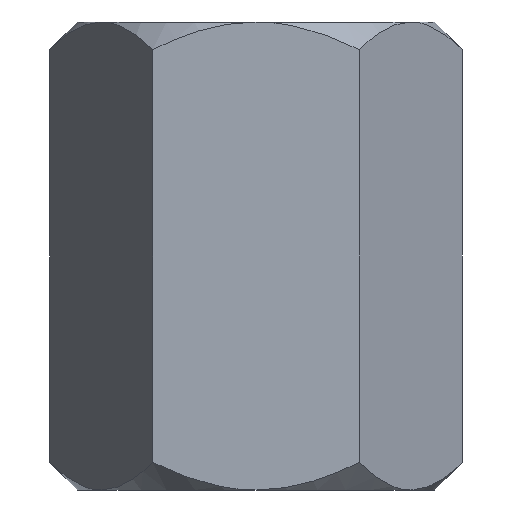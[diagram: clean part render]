
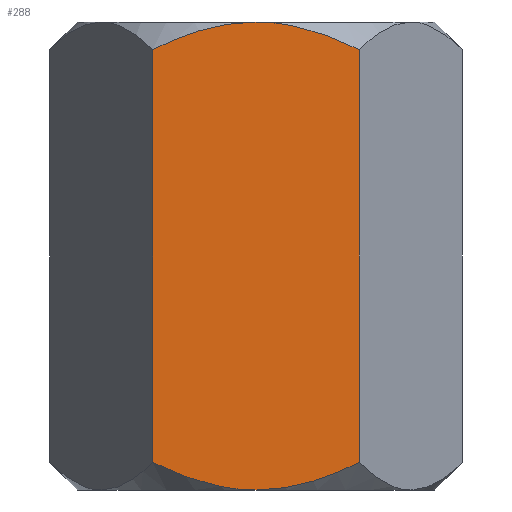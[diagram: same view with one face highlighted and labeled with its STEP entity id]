
A CAD part, left-side view. The second image highlights one B-rep face of the part: STEP entity #288.
In plain terms, the highlighted planar face has unit normal (-1, 0, 0).
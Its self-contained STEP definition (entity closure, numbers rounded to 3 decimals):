
#6 = CARTESIAN_POINT ( 'NONE',  ( -27.5, 13.399, -3.068 ) ) ;
#7 = CARTESIAN_POINT ( 'NONE',  ( -27.5, -9.504, -1.59 ) ) ;
#11 = VECTOR ( 'NONE', #104, 1000. ) ;
#20 = CARTESIAN_POINT ( 'NONE',  ( -27.5, 0., -72. ) ) ;
#40 = CARTESIAN_POINT ( 'NONE',  ( -27.5, -15.877, -67.746 ) ) ;
#61 = CARTESIAN_POINT ( 'NONE',  ( -27.5, -15.877, -67.746 ) ) ;
#65 = CARTESIAN_POINT ( 'NONE',  ( -27.5, 6.858, -0.814 ) ) ;
#67 = CARTESIAN_POINT ( 'NONE',  ( -27.5, 15.877, -4.254 ) ) ;
#70 = CARTESIAN_POINT ( 'NONE',  ( -27.5, 10.815, -69.956 ) ) ;
#74 = CARTESIAN_POINT ( 'NONE',  ( -27.5, 5.513, -0.515 ) ) ;
#75 = CARTESIAN_POINT ( 'NONE',  ( -27.5, -11.463, -2.288 ) ) ;
#84 = DIRECTION ( 'NONE',  ( 0., 0., 1. ) ) ;
#92 = CARTESIAN_POINT ( 'NONE',  ( -27.5, -6.858, -71.186 ) ) ;
#96 = EDGE_LOOP ( 'NONE', ( #351, #161, #415, #586, #734, #731 ) ) ;
#98 = VERTEX_POINT ( 'NONE', #816 ) ;
#99 = EDGE_CURVE ( 'NONE', #581, #98, #752, .T. ) ;
#104 = DIRECTION ( 'NONE',  ( 0., 0., 1. ) ) ;
#128 = CARTESIAN_POINT ( 'NONE',  ( -27.5, 0., -72. ) ) ;
#132 = CARTESIAN_POINT ( 'NONE',  ( -27.5, 14.65, -3.641 ) ) ;
#141 = CARTESIAN_POINT ( 'NONE',  ( -27.5, 14.642, -68.364 ) ) ;
#145 = CARTESIAN_POINT ( 'NONE',  ( -27.5, 0., 0. ) ) ;
#155 = CARTESIAN_POINT ( 'NONE',  ( -27.5, -9.51, -70.409 ) ) ;
#161 = ORIENTED_EDGE ( 'NONE', *, *, #777, .T. ) ;
#162 = CARTESIAN_POINT ( 'NONE',  ( -27.5, -15.877, -4.254 ) ) ;
#177 = CARTESIAN_POINT ( 'NONE',  ( -27.5, 15.877, -72. ) ) ;
#185 = CARTESIAN_POINT ( 'NONE',  ( -27.5, 3.466, -0.209 ) ) ;
#200 = DIRECTION ( 'NONE',  ( -1., 0., 0. ) ) ;
#204 = CARTESIAN_POINT ( 'NONE',  ( -27.5, 2.779, -0.131 ) ) ;
#220 = CARTESIAN_POINT ( 'NONE',  ( -27.5, -8.85, -70.618 ) ) ;
#253 = CARTESIAN_POINT ( 'NONE',  ( -27.5, 0., -72. ) ) ;
#254 = CARTESIAN_POINT ( 'NONE',  ( -27.5, -14.642, -3.636 ) ) ;
#256 = DIRECTION ( 'NONE',  ( 0., 0., 1. ) ) ;
#262 = PLANE ( 'NONE',  #285 ) ;
#269 = EDGE_CURVE ( 'NONE', #517, #411, #366, .T. ) ;
#275 = CARTESIAN_POINT ( 'NONE',  ( -27.5, -0.694, -72. ) ) ;
#285 = AXIS2_PLACEMENT_3D ( 'NONE', #634, #200, #256 ) ;
#288 = ADVANCED_FACE ( 'NONE', ( #464 ), #262, .T. ) ;
#305 = CARTESIAN_POINT ( 'NONE',  ( -27.5, 0., 0. ) ) ;
#307 = CARTESIAN_POINT ( 'NONE',  ( -27.5, 8.85, -1.382 ) ) ;
#322 = CARTESIAN_POINT ( 'NONE',  ( -27.5, 5.497, -71.573 ) ) ;
#351 = ORIENTED_EDGE ( 'NONE', *, *, #99, .F. ) ;
#366 = B_SPLINE_CURVE_WITH_KNOTS ( 'NONE', 3,
 ( #505, #254, #385, #75, #452, #7, #764, #769, #509, #701 ),
 .UNSPECIFIED., .F., .F.,
 ( 4, 2, 2, 2, 4 ),
 ( 0.061, 0.065, 0.067, 0.07, 0.078 ),
 .UNSPECIFIED. ) ;
#368 = CARTESIAN_POINT ( 'NONE',  ( -27.5, 13.386, -68.938 ) ) ;
#376 = VECTOR ( 'NONE', #84, 1000. ) ;
#385 = CARTESIAN_POINT ( 'NONE',  ( -27.5, -13.386, -3.062 ) ) ;
#403 = CARTESIAN_POINT ( 'NONE',  ( -27.5, -2.779, -71.869 ) ) ;
#406 = CARTESIAN_POINT ( 'NONE',  ( -27.5, -10.822, -69.954 ) ) ;
#411 = VERTEX_POINT ( 'NONE', #145 ) ;
#415 = ORIENTED_EDGE ( 'NONE', *, *, #474, .T. ) ;
#431 = CARTESIAN_POINT ( 'NONE',  ( -27.5, 15.877, -67.746 ) ) ;
#436 = CARTESIAN_POINT ( 'NONE',  ( -27.5, 8.839, -70.621 ) ) ;
#441 = EDGE_CURVE ( 'NONE', #738, #517, #579, .T. ) ;
#443 = B_SPLINE_CURVE_WITH_KNOTS ( 'NONE', 3,
 ( #762, #141, #368, #508, #70, #559, #436, #322, #568, #253 ),
 .UNSPECIFIED., .F., .F.,
 ( 4, 2, 2, 2, 4 ),
 ( 0.061, 0.065, 0.067, 0.07, 0.078 ),
 .UNSPECIFIED. ) ;
#445 = CARTESIAN_POINT ( 'NONE',  ( -27.5, 11.474, -2.292 ) ) ;
#452 = CARTESIAN_POINT ( 'NONE',  ( -27.5, -10.815, -2.044 ) ) ;
#464 = FACE_OUTER_BOUND ( 'NONE', #96, .T. ) ;
#474 = EDGE_CURVE ( 'NONE', #786, #738, #682, .T. ) ;
#505 = CARTESIAN_POINT ( 'NONE',  ( -27.5, -15.877, -4.254 ) ) ;
#508 = CARTESIAN_POINT ( 'NONE',  ( -27.5, 11.463, -69.712 ) ) ;
#509 = CARTESIAN_POINT ( 'NONE',  ( -27.5, -2.777, 0. ) ) ;
#515 = CARTESIAN_POINT ( 'NONE',  ( -27.5, -11.474, -69.708 ) ) ;
#517 = VERTEX_POINT ( 'NONE', #162 ) ;
#557 = B_SPLINE_CURVE_WITH_KNOTS ( 'NONE', 3,
 ( #305, #578, #758, #204, #185, #74, #65, #307, #768, #824, #445, #6, #132, #67 ),
 .UNSPECIFIED., .F., .F.,
 ( 4, 2, 2, 2, 2, 2, 4 ),
 ( 0.078, 0.08, 0.082, 0.086, 0.088, 0.09, 0.094 ),
 .UNSPECIFIED. ) ;
#559 = CARTESIAN_POINT ( 'NONE',  ( -27.5, 9.504, -70.41 ) ) ;
#568 = CARTESIAN_POINT ( 'NONE',  ( -27.5, 2.777, -72. ) ) ;
#578 = CARTESIAN_POINT ( 'NONE',  ( -27.5, 0.694, 0. ) ) ;
#579 = LINE ( 'NONE', #651, #376 ) ;
#581 = VERTEX_POINT ( 'NONE', #431 ) ;
#586 = ORIENTED_EDGE ( 'NONE', *, *, #441, .T. ) ;
#634 = CARTESIAN_POINT ( 'NONE',  ( -27.5, 15.877, -72. ) ) ;
#651 = CARTESIAN_POINT ( 'NONE',  ( -27.5, -15.877, -72. ) ) ;
#657 = CARTESIAN_POINT ( 'NONE',  ( -27.5, -5.513, -71.485 ) ) ;
#682 = B_SPLINE_CURVE_WITH_KNOTS ( 'NONE', 3,
 ( #20, #275, #788, #403, #726, #657, #92, #220, #155, #406, #515, #733, #743, #40 ),
 .UNSPECIFIED., .F., .F.,
 ( 4, 2, 2, 2, 2, 2, 4 ),
 ( 0.078, 0.08, 0.082, 0.086, 0.088, 0.09, 0.094 ),
 .UNSPECIFIED. ) ;
#701 = CARTESIAN_POINT ( 'NONE',  ( -27.5, 0., 0. ) ) ;
#726 = CARTESIAN_POINT ( 'NONE',  ( -27.5, -3.466, -71.791 ) ) ;
#731 = ORIENTED_EDGE ( 'NONE', *, *, #789, .T. ) ;
#733 = CARTESIAN_POINT ( 'NONE',  ( -27.5, -13.399, -68.932 ) ) ;
#734 = ORIENTED_EDGE ( 'NONE', *, *, #269, .T. ) ;
#738 = VERTEX_POINT ( 'NONE', #61 ) ;
#743 = CARTESIAN_POINT ( 'NONE',  ( -27.5, -14.65, -68.359 ) ) ;
#752 = LINE ( 'NONE', #177, #11 ) ;
#758 = CARTESIAN_POINT ( 'NONE',  ( -27.5, 1.394, -0.027 ) ) ;
#762 = CARTESIAN_POINT ( 'NONE',  ( -27.5, 15.877, -67.746 ) ) ;
#764 = CARTESIAN_POINT ( 'NONE',  ( -27.5, -8.839, -1.379 ) ) ;
#768 = CARTESIAN_POINT ( 'NONE',  ( -27.5, 9.51, -1.591 ) ) ;
#769 = CARTESIAN_POINT ( 'NONE',  ( -27.5, -5.497, -0.427 ) ) ;
#777 = EDGE_CURVE ( 'NONE', #581, #786, #443, .T. ) ;
#786 = VERTEX_POINT ( 'NONE', #128 ) ;
#788 = CARTESIAN_POINT ( 'NONE',  ( -27.5, -1.394, -71.973 ) ) ;
#789 = EDGE_CURVE ( 'NONE', #411, #98, #557, .T. ) ;
#816 = CARTESIAN_POINT ( 'NONE',  ( -27.5, 15.877, -4.254 ) ) ;
#824 = CARTESIAN_POINT ( 'NONE',  ( -27.5, 10.822, -2.046 ) ) ;
